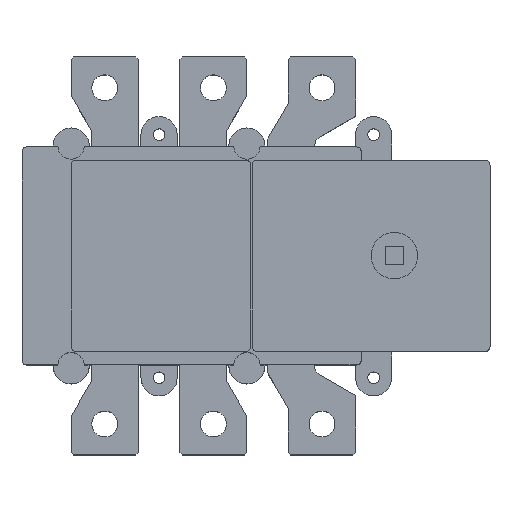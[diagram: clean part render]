
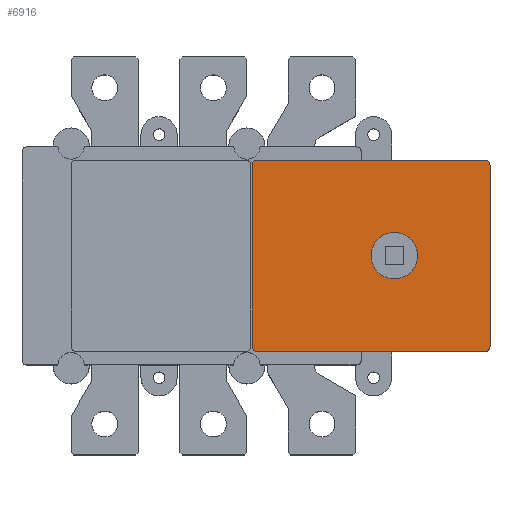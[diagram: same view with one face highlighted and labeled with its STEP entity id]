
A CAD part, top view. The second image highlights one B-rep face of the part: STEP entity #6916.
In plain terms, the highlighted free-form (B-spline) face has degree [1, 1] with [2, 2] control points.
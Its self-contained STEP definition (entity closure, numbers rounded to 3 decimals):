
#5496=CARTESIAN_POINT('',(116.0,0.,132.0));
#5497=VERTEX_POINT('',#5496);
#5513=CARTESIAN_POINT('',(134.0,0.,132.0));
#5514=VERTEX_POINT('',#5513);
#5521=CARTESIAN_POINT('',(125.0,0.,132.0));
#5522=DIRECTION('',(0.0,0.0,-1.0));
#5523=DIRECTION('',(-1.0,0.0,0.0));
#5524=AXIS2_PLACEMENT_3D('',#5521,#5522,#5523);
#5525=CIRCLE('',#5524,9.0);
#5526=EDGE_CURVE('',#5497,#5514,#5525,.T.);
#6803=CARTESIAN_POINT('',(125.0,0.,132.0));
#6804=DIRECTION('',(0.0,0.0,-1.0));
#6805=DIRECTION('',(-1.0,0.0,0.0));
#6806=AXIS2_PLACEMENT_3D('',#6803,#6804,#6805);
#6807=CIRCLE('',#6806,9.0);
#6808=EDGE_CURVE('',#5514,#5497,#6807,.T.);
#6837=CARTESIAN_POINT('',(70.,37.,132.0));
#6838=CARTESIAN_POINT('',(162.0,37.,132.0));
#6839=CARTESIAN_POINT('',(70.,-37.0,132.0));
#6840=CARTESIAN_POINT('',(162.0,-37.0,132.0));
#6841=B_SPLINE_SURFACE_WITH_KNOTS('',1,1,((#6837,#6839),(#6838,#6840)),.UNSPECIFIED.,.F.,.F.,.U.,(2,2),(2,2),(0.0,92.),(0.0,74.),.UNSPECIFIED.);
#6842=CARTESIAN_POINT('',(70.,35.,132.0));
#6843=VERTEX_POINT('',#6842);
#6844=CARTESIAN_POINT('',(72.,37.,132.0));
#6845=VERTEX_POINT('',#6844);
#6846=CARTESIAN_POINT('',(72.,35.,132.0));
#6847=DIRECTION('',(0.0,0.0,-1.0));
#6848=DIRECTION('',(-0.707,0.707,0.0));
#6849=AXIS2_PLACEMENT_3D('',#6846,#6847,#6848);
#6850=CIRCLE('',#6849,2.0);
#6851=EDGE_CURVE('',#6843,#6845,#6850,.T.);
#6852=ORIENTED_EDGE('',*,*,#6851,.F.);
#6853=CARTESIAN_POINT('',(70.,-35.0,132.0));
#6854=VERTEX_POINT('',#6853);
#6855=CARTESIAN_POINT('',(70.,35.,132.0));
#6856=DIRECTION('',(0.0,-1.0,0.0));
#6857=VECTOR('',#6856,70.);
#6858=LINE('',#6855,#6857);
#6859=EDGE_CURVE('',#6843,#6854,#6858,.T.);
#6860=ORIENTED_EDGE('',*,*,#6859,.T.);
#6861=CARTESIAN_POINT('',(72.0,-37.0,132.0));
#6862=VERTEX_POINT('',#6861);
#6863=CARTESIAN_POINT('',(72.0,-35.0,132.0));
#6864=DIRECTION('',(0.0,0.0,-1.0));
#6865=DIRECTION('',(-0.707,-0.707,0.0));
#6866=AXIS2_PLACEMENT_3D('',#6863,#6864,#6865);
#6867=CIRCLE('',#6866,2.0);
#6868=EDGE_CURVE('',#6862,#6854,#6867,.T.);
#6869=ORIENTED_EDGE('',*,*,#6868,.F.);
#6870=CARTESIAN_POINT('',(160.0,-37.0,132.0));
#6871=VERTEX_POINT('',#6870);
#6872=CARTESIAN_POINT('',(72.0,-37.0,132.0));
#6873=DIRECTION('',(1.0,0.0,0.0));
#6874=VECTOR('',#6873,88.0);
#6875=LINE('',#6872,#6874);
#6876=EDGE_CURVE('',#6862,#6871,#6875,.T.);
#6877=ORIENTED_EDGE('',*,*,#6876,.T.);
#6878=CARTESIAN_POINT('',(162.0,-35.0,132.0));
#6879=VERTEX_POINT('',#6878);
#6880=CARTESIAN_POINT('',(160.0,-35.0,132.0));
#6881=DIRECTION('',(0.0,0.0,-1.0));
#6882=DIRECTION('',(0.707,-0.707,0.0));
#6883=AXIS2_PLACEMENT_3D('',#6880,#6881,#6882);
#6884=CIRCLE('',#6883,2.0);
#6885=EDGE_CURVE('',#6879,#6871,#6884,.T.);
#6886=ORIENTED_EDGE('',*,*,#6885,.F.);
#6887=CARTESIAN_POINT('',(162.0,35.,132.0));
#6888=VERTEX_POINT('',#6887);
#6889=CARTESIAN_POINT('',(162.0,-35.0,132.0));
#6890=DIRECTION('',(0.0,1.0,0.0));
#6891=VECTOR('',#6890,70.);
#6892=LINE('',#6889,#6891);
#6893=EDGE_CURVE('',#6879,#6888,#6892,.T.);
#6894=ORIENTED_EDGE('',*,*,#6893,.T.);
#6895=CARTESIAN_POINT('',(160.0,37.,132.0));
#6896=VERTEX_POINT('',#6895);
#6897=CARTESIAN_POINT('',(160.0,35.,132.0));
#6898=DIRECTION('',(0.0,0.0,-1.0));
#6899=DIRECTION('',(0.707,0.707,0.0));
#6900=AXIS2_PLACEMENT_3D('',#6897,#6898,#6899);
#6901=CIRCLE('',#6900,2.0);
#6902=EDGE_CURVE('',#6896,#6888,#6901,.T.);
#6903=ORIENTED_EDGE('',*,*,#6902,.F.);
#6904=CARTESIAN_POINT('',(160.0,37.,132.0));
#6905=DIRECTION('',(-1.0,0.0,0.0));
#6906=VECTOR('',#6905,88.);
#6907=LINE('',#6904,#6906);
#6908=EDGE_CURVE('',#6896,#6845,#6907,.T.);
#6909=ORIENTED_EDGE('',*,*,#6908,.T.);
#6910=EDGE_LOOP('',(#6852,#6860,#6869,#6877,#6886,#6894,#6903,#6909));
#6911=FACE_OUTER_BOUND('',#6910,.T.);
#6912=ORIENTED_EDGE('',*,*,#6808,.T.);
#6913=ORIENTED_EDGE('',*,*,#5526,.T.);
#6914=EDGE_LOOP('',(#6912,#6913));
#6915=FACE_BOUND('',#6914,.T.);
#6916=ADVANCED_FACE('',(#6911,#6915),#6841,.F.);
